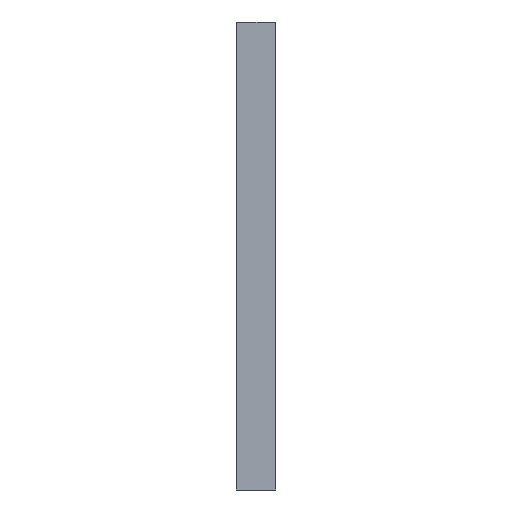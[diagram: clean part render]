
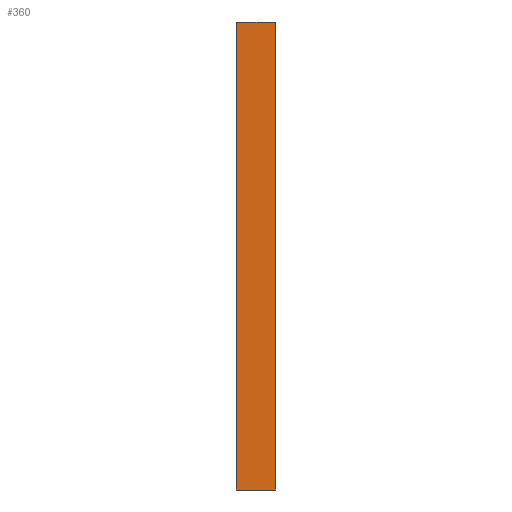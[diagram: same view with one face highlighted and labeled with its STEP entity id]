
A CAD part, left-side view. The second image highlights one B-rep face of the part: STEP entity #360.
In plain terms, the highlighted planar face has unit normal (-1, 0, 0).
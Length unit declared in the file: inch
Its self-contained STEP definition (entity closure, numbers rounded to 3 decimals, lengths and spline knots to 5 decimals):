
#148 = VERTEX_POINT ( 'NONE', #1470 ) ;
#360 = ADVANCED_FACE ( 'NONE', ( #1785 ), #1782, .F. ) ;
#361 = ORIENTED_EDGE ( 'NONE', *, *, #363, .F. ) ;
#362 = ORIENTED_EDGE ( 'NONE', *, *, #516, .T. ) ;
#363 = EDGE_CURVE ( 'NONE', #514, #379, #1743, .T. ) ;
#364 = ORIENTED_EDGE ( 'NONE', *, *, #414, .T. ) ;
#365 = ORIENTED_EDGE ( 'NONE', *, *, #366, .F. ) ;
#366 = EDGE_CURVE ( 'NONE', #148, #514, #1777, .T. ) ;
#379 = VERTEX_POINT ( 'NONE', #1859 ) ;
#380 = EDGE_LOOP ( 'NONE', ( #362, #361, #365, #364 ) ) ;
#414 = EDGE_CURVE ( 'NONE', #148, #474, #2032, .T. ) ;
#474 = VERTEX_POINT ( 'NONE', #2076 ) ;
#514 = VERTEX_POINT ( 'NONE', #2118 ) ;
#516 = EDGE_CURVE ( 'NONE', #474, #379, #2115, .T. ) ;
#1470 = CARTESIAN_POINT ( 'NONE',  ( 0., 0.5, -6. ) ) ;
#1743 = LINE ( 'NONE', #1788, #1774 ) ;
#1771 = VECTOR ( 'NONE', #1783, 39.37008 ) ;
#1773 = DIRECTION ( 'NONE',  ( 0., -1., 0. ) ) ;
#1774 = VECTOR ( 'NONE', #1773, 39.37008 ) ;
#1777 = LINE ( 'NONE', #1784, #1771 ) ;
#1778 = DIRECTION ( 'NONE',  ( 0., 0., -1. ) ) ;
#1779 = DIRECTION ( 'NONE',  ( 1., 0., 0. ) ) ;
#1780 = CARTESIAN_POINT ( 'NONE',  ( 0., 0.5, 0. ) ) ;
#1781 = AXIS2_PLACEMENT_3D ( 'NONE', #1780, #1779, #1778 ) ;
#1782 = PLANE ( 'NONE',  #1781 ) ;
#1783 = DIRECTION ( 'NONE',  ( 0., 0., 1. ) ) ;
#1784 = CARTESIAN_POINT ( 'NONE',  ( 0., 0.5, 0. ) ) ;
#1785 = FACE_OUTER_BOUND ( 'NONE', #380, .T. ) ;
#1788 = CARTESIAN_POINT ( 'NONE',  ( 0., 0.5, 0. ) ) ;
#1859 = CARTESIAN_POINT ( 'NONE',  ( 0., 0., 0. ) ) ;
#2028 = DIRECTION ( 'NONE',  ( 0., -1., 0. ) ) ;
#2029 = VECTOR ( 'NONE', #2028, 39.37008 ) ;
#2030 = CARTESIAN_POINT ( 'NONE',  ( 0., 0.5, -6. ) ) ;
#2032 = LINE ( 'NONE', #2030, #2029 ) ;
#2076 = CARTESIAN_POINT ( 'NONE',  ( 0., 0., -6. ) ) ;
#2109 = DIRECTION ( 'NONE',  ( 0., 0., 1. ) ) ;
#2110 = VECTOR ( 'NONE', #2109, 39.37008 ) ;
#2111 = CARTESIAN_POINT ( 'NONE',  ( 0., 0., 0. ) ) ;
#2115 = LINE ( 'NONE', #2111, #2110 ) ;
#2118 = CARTESIAN_POINT ( 'NONE',  ( 0., 0.5, 0. ) ) ;
